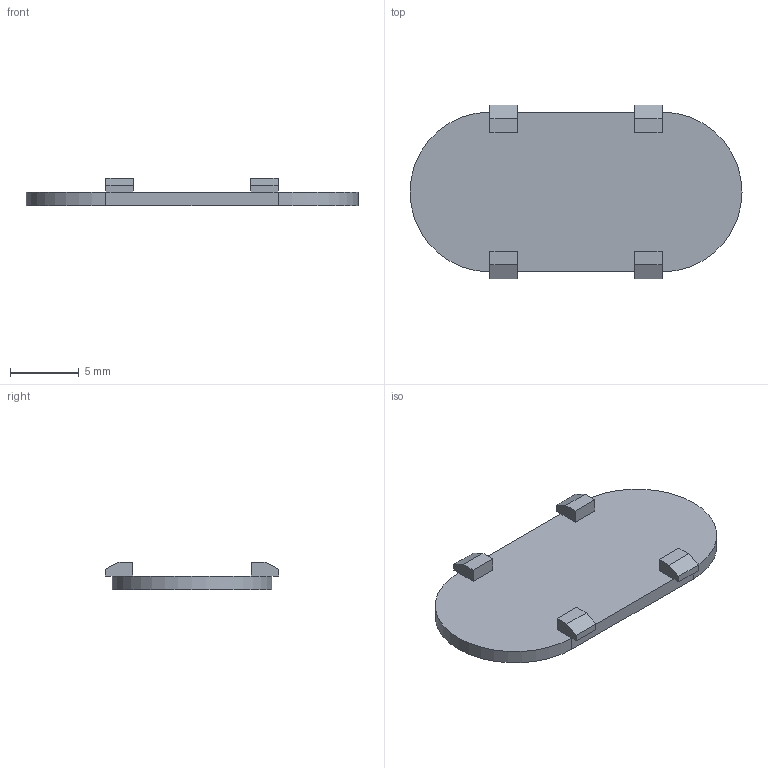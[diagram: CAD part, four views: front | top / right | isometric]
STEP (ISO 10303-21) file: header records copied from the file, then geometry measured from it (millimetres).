
FILE_DESCRIPTION(/* description */ (''),/* implementation_level */ '2;1');
FILE_NAME(/* name */ 'Contact Back Cap.ipt.step',/* time_stamp */ '2020-04-16T23:14:18-04:00',/* author */ ('Jordan'),/* organization */ (''),/* preprocessor_version */ 'ST-DEVELOPER v17',/* originating_system */ 'Autodesk Inventor 2019',/* authorisation */ '');
FILE_SCHEMA (('AUTOMOTIVE_DESIGN { 1 0 10303 214 3 1 1 }'));
Length unit declared in the file: inch
Products named in the file (1): Contact Back Cap
Bounding box: 24.1 x 12.6 x 2 mm (x, y, z)
Volume: 264.7 mm3; surface area: 597.7 mm2
Topology: 1 solids, 1 shells, 34 faces, 84 edges, 52 vertices
Faces by surface type: plane 32, cylinder 2
Entity records: 1017 total; most frequent: CARTESIAN_POINT 171, ORIENTED_EDGE 168, DIRECTION 158, EDGE_CURVE 84, LINE 80, VECTOR 80, VERTEX_POINT 52, AXIS2_PLACEMENT_3D 39
